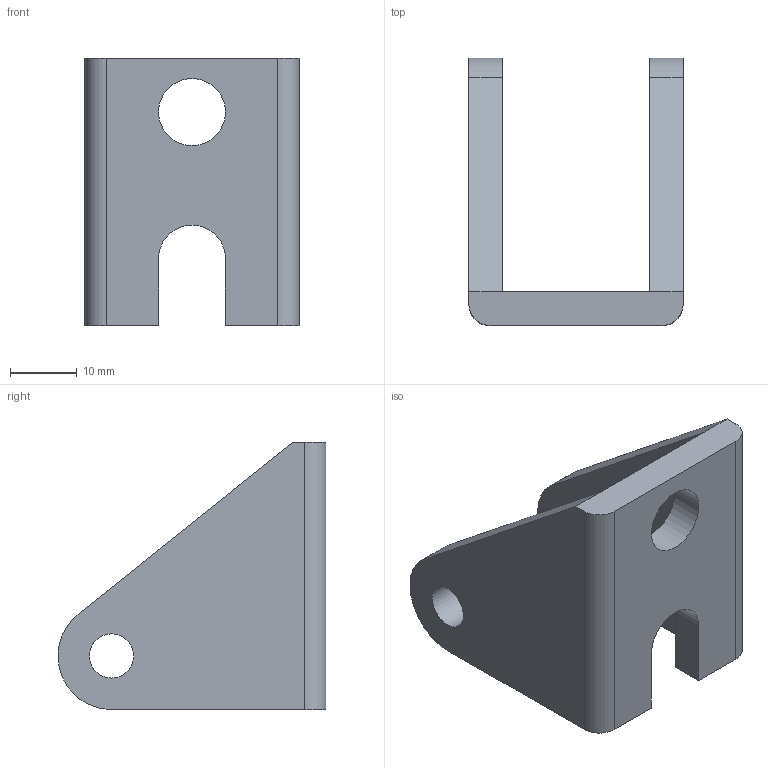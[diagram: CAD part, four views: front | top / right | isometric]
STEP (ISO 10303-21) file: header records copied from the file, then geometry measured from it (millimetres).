
FILE_DESCRIPTION(/* description */ (''),/* implementation_level */ '2;1');
FILE_NAME(/* name */ 'MB1.stp',/* time_stamp */ '2015-03-24T10:36:58-07:00',/* author */ ('Robbie'),/* organization */ (''),/* preprocessor_version */ 'ST-DEVELOPER v15.2',/* originating_system */ 'Autodesk Inventor 2014',/* authorisation */ '');
FILE_SCHEMA (('AUTOMOTIVE_DESIGN { 1 0 10303 214 3 1 1 }'));
Length unit declared in the file: inch
Products named in the file (1): MB1
Bounding box: 32 x 39.98 x 39.88 mm (x, y, z)
Volume: 13670.4 mm3; surface area: 7110.2 mm2
Topology: 1 solids, 1 shells, 21 faces, 55 edges, 36 vertices
Faces by surface type: plane 13, cylinder 8
Full cylindrical faces by diameter (mm): 6.6 x2, 10 x1
Entity records: 669 total; most frequent: DIRECTION 112, CARTESIAN_POINT 110, ORIENTED_EDGE 104, EDGE_CURVE 52, AXIS2_PLACEMENT_3D 38, LINE 36, VECTOR 36, VERTEX_POINT 36
